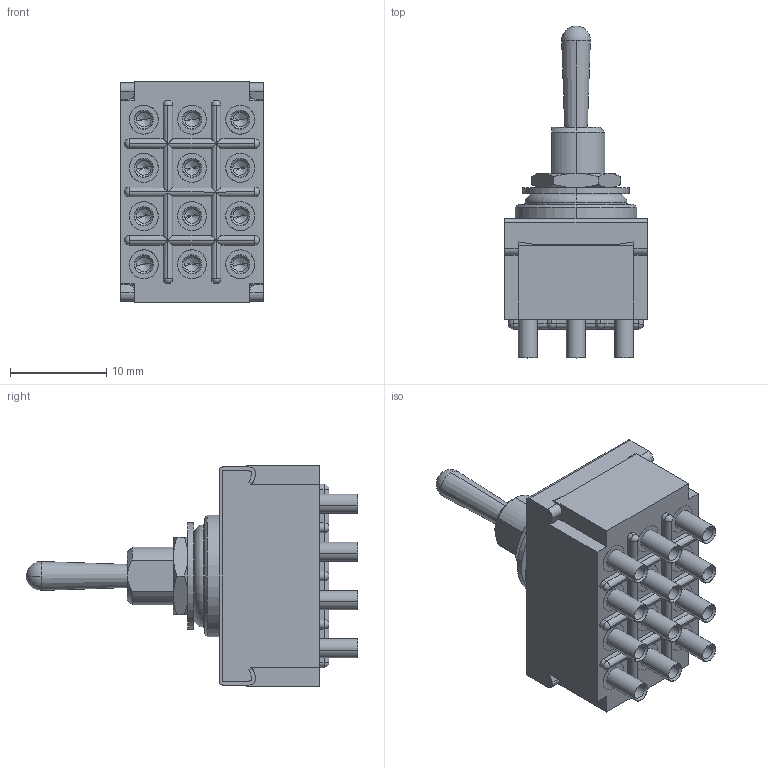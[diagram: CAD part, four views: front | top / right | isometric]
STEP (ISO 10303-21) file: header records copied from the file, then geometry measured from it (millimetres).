
FILE_DESCRIPTION (( 'STEP AP203' ), '1' );
FILE_NAME ('F4WP02.STEP', '2020-03-12T05:16:36', ( '' ), ( '' ), 'SwSTEP 2.0', 'SolidWorks 2018', '' );
FILE_SCHEMA (( 'CONFIG_CONTROL_DESIGN' ));
Length unit declared in the file: millimetre
Products named in the file (9): F4WP02; 壓慻 4嬌 2抂巕 (F僔儕乕僘); 僼儗乕儉4嬌 (F僔儕乕僘); 上組 スリーブ組 防水トグル (Fシリーズ); 9803 0344 20(L儚僢僔儍乕)model; 9801 0342 20(ナット)model; 端子 2 (Fシリーズ); 6061 0076 20(パッキン Fシリーズ); ケース4極 (Fシリーズ)
Assembly tree (19 placements, depth 3):
  F4WP02
    上組 スリーブ組 防水トグル (Fシリーズ)
    9803 0344 20(L儚僢僔儍乕)model
    9801 0342 20(ナット)model
    壓慻 4嬌 2抂巕 (F僔儕乕僘)
      ケース4極 (Fシリーズ)
      端子 2 (Fシリーズ)  x12
      僼儗乕儉4嬌 (F僔儕乕僘)
    6061 0076 20(パッキン Fシリーズ)
Bounding box: 14.8 x 34.4 x 23 mm (x, y, z)
Volume: 4118.1 mm3; surface area: 4193.4 mm2
Topology: 18 solids, 26 shells, 524 faces, 1181 edges, 713 vertices
Faces by surface type: cylinder 208, plane 200, cone 69, torus 33, sphere 14
Entity records: 12175 total; most frequent: CARTESIAN_POINT 2151, DIRECTION 1936, ORIENTED_EDGE 1756, EDGE_CURVE 878, AXIS2_PLACEMENT_3D 724, VERTEX_POINT 545, LINE 488, VECTOR 488
